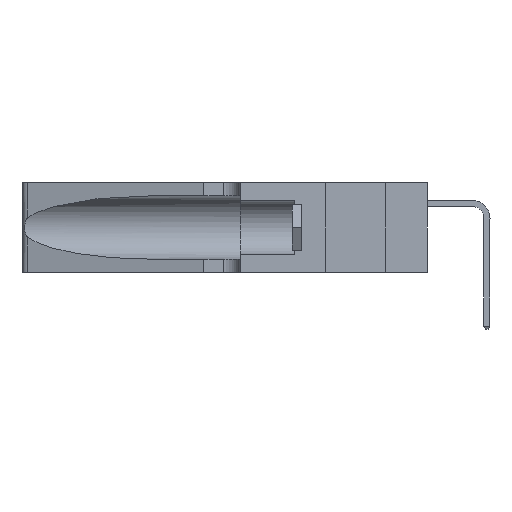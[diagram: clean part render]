
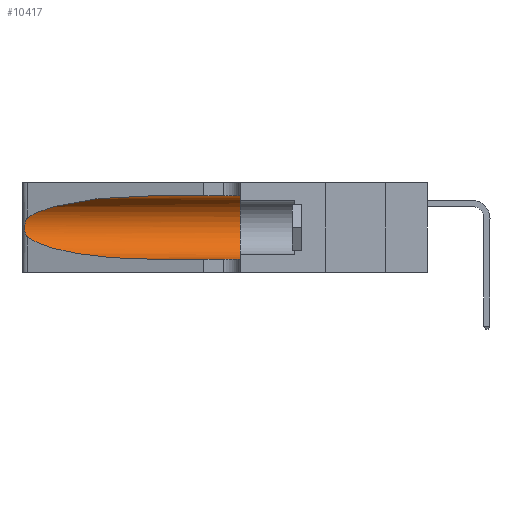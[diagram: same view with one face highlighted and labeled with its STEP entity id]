
A CAD part, left-side view. The second image highlights one B-rep face of the part: STEP entity #10417.
In plain terms, the highlighted cylindrical face has radius 3.308 mm (diameter 6.617 mm), a partial arc.
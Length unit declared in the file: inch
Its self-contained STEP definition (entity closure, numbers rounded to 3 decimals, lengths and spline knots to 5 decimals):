
#150 = CARTESIAN_POINT ( 'NONE',  ( 0.18966, 0.96281, 0.05475 ) ) ;
#483 = CARTESIAN_POINT ( 'NONE',  ( 0.1305, 0.72297, 0.31525 ) ) ;
#859 = CARTESIAN_POINT ( 'NONE',  ( 0.25639, 1.23184, 0.21858 ) ) ;
#1253 = VECTOR ( 'NONE', #15116, 39.37008 ) ;
#1693 = VERTEX_POINT ( 'NONE', #483 ) ;
#2526 = CARTESIAN_POINT ( 'NONE',  ( 0.25854, 1.2359, 0.20912 ) ) ;
#2591 = DIRECTION ( 'NONE',  ( 0., 1., 0. ) ) ;
#3070 = CARTESIAN_POINT ( 'NONE',  ( 0.1305, 0.72297, 0.05475 ) ) ;
#3350 = DIRECTION ( 'NONE',  ( 0., -1., 0. ) ) ;
#3761 = ORIENTED_EDGE ( 'NONE', *, *, #11399, .T. ) ;
#3906 = VERTEX_POINT ( 'NONE', #12569 ) ;
#4167 = CARTESIAN_POINT ( 'NONE',  ( 0.26075, 1.23896, 0.19203 ) ) ;
#4305 = EDGE_CURVE ( 'NONE', #12464, #14450, #5602, .T. ) ;
#4683 = ORIENTED_EDGE ( 'NONE', *, *, #14062, .T. ) ;
#4879 = ORIENTED_EDGE ( 'NONE', *, *, #9183, .T. ) ;
#5189 = B_SPLINE_CURVE_WITH_KNOTS ( 'NONE', 3,
 ( #8998, #18680, #859, #12270, #2526, #13896, #4167, #15541, #5805, #17140, #7447, #18759, #9067, #20356 ),
 .UNSPECIFIED., .F., .F.,
 ( 4, 2, 2, 2, 2, 2, 4 ),
 ( 0., 0.00027, 0.00053, 0.00107, 0.0016, 0.00187, 0.00214 ),
 .UNSPECIFIED. ) ;
#5410 = CARTESIAN_POINT ( 'NONE',  ( 0.25487, 1.22718, 0.22369 ) ) ;
#5602 = LINE ( 'NONE', #13472, #1253 ) ;
#5805 = CARTESIAN_POINT ( 'NONE',  ( 0.26017, 1.23833, 0.17102 ) ) ;
#6673 = VERTEX_POINT ( 'NONE', #6940 ) ;
#6940 = CARTESIAN_POINT ( 'NONE',  ( 0.25487, 1.22718, 0.14631 ) ) ;
#7043 = EDGE_CURVE ( 'NONE', #1693, #17231, #11072, .T. ) ;
#7262 = VECTOR ( 'NONE', #3350, 39.37008 ) ;
#7447 = CARTESIAN_POINT ( 'NONE',  ( 0.25789, 1.23486, 0.15765 ) ) ;
#7491 = CARTESIAN_POINT ( 'NONE',  ( 0.1305, 1.61858, 0.185 ) ) ;
#7932 = AXIS2_PLACEMENT_3D ( 'NONE', #7491, #12387, #20338 ) ;
#8292 = CARTESIAN_POINT ( 'NONE',  ( 0.25487, 1.22718, 0.14631 ) ) ;
#8840 = ORIENTED_EDGE ( 'NONE', *, *, #9863, .F. ) ;
#8998 = CARTESIAN_POINT ( 'NONE',  ( 0.25487, 1.22718, 0.22369 ) ) ;
#9067 = CARTESIAN_POINT ( 'NONE',  ( 0.25555, 1.22993, 0.14849 ) ) ;
#9183 = EDGE_CURVE ( 'NONE', #1693, #3906, #17008, .T. ) ;
#9456 = EDGE_LOOP ( 'NONE', ( #4879, #4683, #3761, #12554, #8840, #19739 ) ) ;
#9863 = EDGE_CURVE ( 'NONE', #17231, #14450, #18135, .T. ) ;
#10417 = ADVANCED_FACE ( 'NONE', ( #15628 ), #15114, .F. ) ;
#11072 = LINE ( 'NONE', #13101, #7262 ) ;
#11399 = EDGE_CURVE ( 'NONE', #6673, #12464, #11406, .T. ) ;
#11406 =( BOUNDED_CURVE ( )  B_SPLINE_CURVE ( 3, ( #8292, #17989, #150, #11576 ),
 .UNSPECIFIED., .F., .F. ) 
 B_SPLINE_CURVE_WITH_KNOTS ( ( 4, 4 ),
 ( 3.44316, 4.71239 ),
 .UNSPECIFIED. ) 
 CURVE ( )  GEOMETRIC_REPRESENTATION_ITEM ( )  RATIONAL_B_SPLINE_CURVE ( ( 1., 0.87, 0.87, 1. ) ) 
 REPRESENTATION_ITEM ( '' )  );
#11576 = CARTESIAN_POINT ( 'NONE',  ( 0.1305, 0.72297, 0.05475 ) ) ;
#12270 = CARTESIAN_POINT ( 'NONE',  ( 0.25787, 1.23484, 0.2124 ) ) ;
#12326 = CARTESIAN_POINT ( 'NONE',  ( 0.1305, 0.35, 0.185 ) ) ;
#12387 = DIRECTION ( 'NONE',  ( 0., -1., 0. ) ) ;
#12464 = VERTEX_POINT ( 'NONE', #3070 ) ;
#12554 = ORIENTED_EDGE ( 'NONE', *, *, #4305, .T. ) ;
#12569 = CARTESIAN_POINT ( 'NONE',  ( 0.25487, 1.22718, 0.22369 ) ) ;
#13088 = AXIS2_PLACEMENT_3D ( 'NONE', #12326, #2591, #13976 ) ;
#13101 = CARTESIAN_POINT ( 'NONE',  ( 0.1305, 1.61858, 0.31525 ) ) ;
#13472 = CARTESIAN_POINT ( 'NONE',  ( 0.1305, 1.61858, 0.05475 ) ) ;
#13505 = CARTESIAN_POINT ( 'NONE',  ( 0.18966, 0.96281, 0.31525 ) ) ;
#13896 = CARTESIAN_POINT ( 'NONE',  ( 0.26018, 1.23835, 0.19895 ) ) ;
#13976 = DIRECTION ( 'NONE',  ( 0., 0., 1. ) ) ;
#14062 = EDGE_CURVE ( 'NONE', #3906, #6673, #5189, .T. ) ;
#14450 = VERTEX_POINT ( 'NONE', #19650 ) ;
#15114 = CYLINDRICAL_SURFACE ( 'NONE', #7932, 0.13025 ) ;
#15116 = DIRECTION ( 'NONE',  ( 0., -1., 0. ) ) ;
#15150 = CARTESIAN_POINT ( 'NONE',  ( 0.2373, 1.15595, 0.28018 ) ) ;
#15541 = CARTESIAN_POINT ( 'NONE',  ( 0.26075, 1.23896, 0.178 ) ) ;
#15543 = CARTESIAN_POINT ( 'NONE',  ( 0.1305, 0.35, 0.31525 ) ) ;
#15628 = FACE_OUTER_BOUND ( 'NONE', #9456, .T. ) ;
#17008 =( BOUNDED_CURVE ( )  B_SPLINE_CURVE ( 3, ( #18294, #13505, #15150, #5410 ),
 .UNSPECIFIED., .F., .F. ) 
 B_SPLINE_CURVE_WITH_KNOTS ( ( 4, 4 ),
 ( 1.5708, 2.84003 ),
 .UNSPECIFIED. ) 
 CURVE ( )  GEOMETRIC_REPRESENTATION_ITEM ( )  RATIONAL_B_SPLINE_CURVE ( ( 1., 0.87, 0.87, 1. ) ) 
 REPRESENTATION_ITEM ( '' )  );
#17140 = CARTESIAN_POINT ( 'NONE',  ( 0.25856, 1.23593, 0.16098 ) ) ;
#17231 = VERTEX_POINT ( 'NONE', #15543 ) ;
#17989 = CARTESIAN_POINT ( 'NONE',  ( 0.2373, 1.15595, 0.08982 ) ) ;
#18135 = CIRCLE ( 'NONE', #13088, 0.13025 ) ;
#18294 = CARTESIAN_POINT ( 'NONE',  ( 0.1305, 0.72297, 0.31525 ) ) ;
#18680 = CARTESIAN_POINT ( 'NONE',  ( 0.25555, 1.22994, 0.2215 ) ) ;
#18759 = CARTESIAN_POINT ( 'NONE',  ( 0.25639, 1.23186, 0.15144 ) ) ;
#19650 = CARTESIAN_POINT ( 'NONE',  ( 0.1305, 0.35, 0.05475 ) ) ;
#19739 = ORIENTED_EDGE ( 'NONE', *, *, #7043, .F. ) ;
#20338 = DIRECTION ( 'NONE',  ( 0., 0., -1. ) ) ;
#20356 = CARTESIAN_POINT ( 'NONE',  ( 0.25487, 1.22718, 0.14631 ) ) ;
